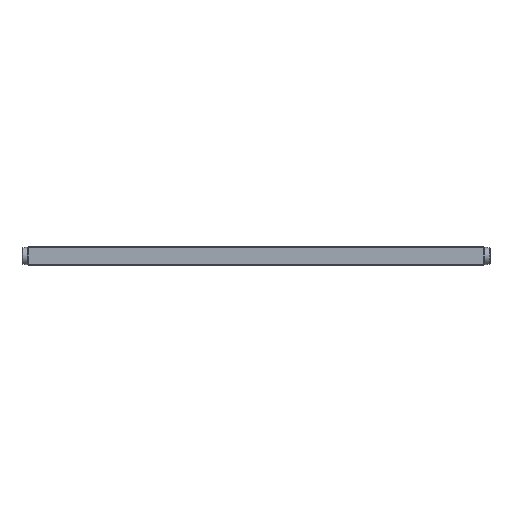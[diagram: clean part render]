
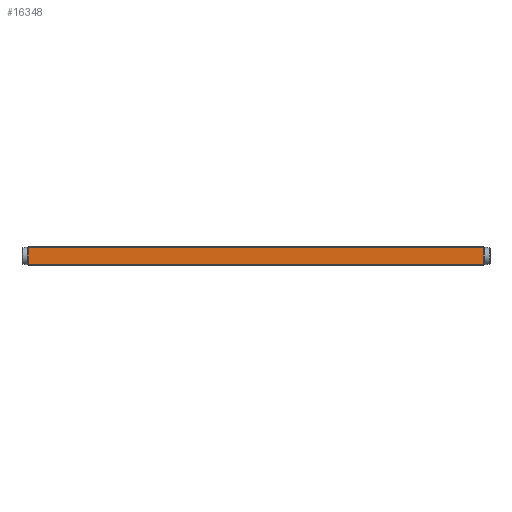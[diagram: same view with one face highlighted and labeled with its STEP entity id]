
A CAD part, front view. The second image highlights one B-rep face of the part: STEP entity #16348.
In plain terms, the highlighted planar face has unit normal (0, -1, 0).
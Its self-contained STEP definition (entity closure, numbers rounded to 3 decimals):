
#16348=ADVANCED_FACE('',(#21675),#18884,.T.);
#18884=PLANE('',#74277);
#21675=FACE_OUTER_BOUND('',#25298,.T.);
#25298=EDGE_LOOP('',(#37377,#37378,#37379,#37380));
#37377=ORIENTED_EDGE('',*,*,#55401,.T.);
#37378=ORIENTED_EDGE('',*,*,#55402,.T.);
#37379=ORIENTED_EDGE('',*,*,#55403,.T.);
#37380=ORIENTED_EDGE('',*,*,#55404,.T.);
#47897=VERTEX_POINT('',#103139);
#47898=VERTEX_POINT('',#103140);
#47899=VERTEX_POINT('',#103142);
#47900=VERTEX_POINT('',#103144);
#55401=EDGE_CURVE('',#47897,#47898,#62053,.T.);
#55402=EDGE_CURVE('',#47898,#47899,#62054,.T.);
#55403=EDGE_CURVE('',#47899,#47900,#62055,.T.);
#55404=EDGE_CURVE('',#47900,#47897,#62056,.T.);
#62053=LINE('',#103138,#67829);
#62054=LINE('',#103141,#67830);
#62055=LINE('',#103143,#67831);
#62056=LINE('',#103145,#67832);
#67829=VECTOR('',#86788,1.);
#67830=VECTOR('',#86789,1.);
#67831=VECTOR('',#86790,1.);
#67832=VECTOR('',#86791,1.);
#74277=AXIS2_PLACEMENT_3D('',#103146,#86792,#86793);
#86788=DIRECTION('',(1.,0.,0.));
#86789=DIRECTION('',(0.,0.,1.));
#86790=DIRECTION('',(-1.,0.,0.));
#86791=DIRECTION('',(0.,0.,-1.));
#86792=DIRECTION('',(0.,-1.,0.));
#86793=DIRECTION('',(0.,0.,1.));
#103138=CARTESIAN_POINT('',(100.,0.,0.425));
#103139=CARTESIAN_POINT('',(0.4,0.,0.425));
#103140=CARTESIAN_POINT('',(199.6,0.,0.425));
#103141=CARTESIAN_POINT('',(199.6,0.,0.));
#103142=CARTESIAN_POINT('',(199.6,0.,7.575));
#103143=CARTESIAN_POINT('',(100.,0.,7.575));
#103144=CARTESIAN_POINT('',(0.4,0.,7.575));
#103145=CARTESIAN_POINT('',(0.4,0.,0.));
#103146=CARTESIAN_POINT('',(100.,0.,0.));
